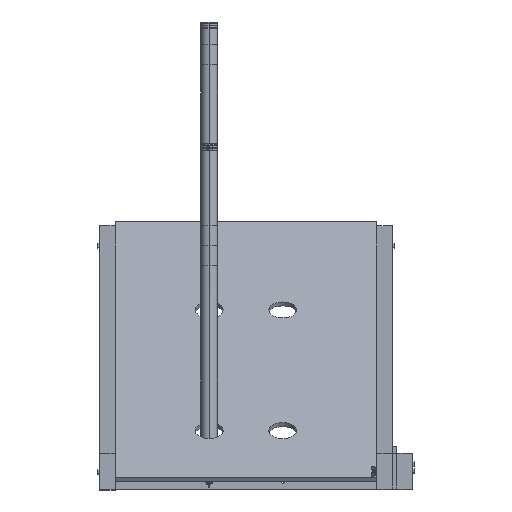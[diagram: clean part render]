
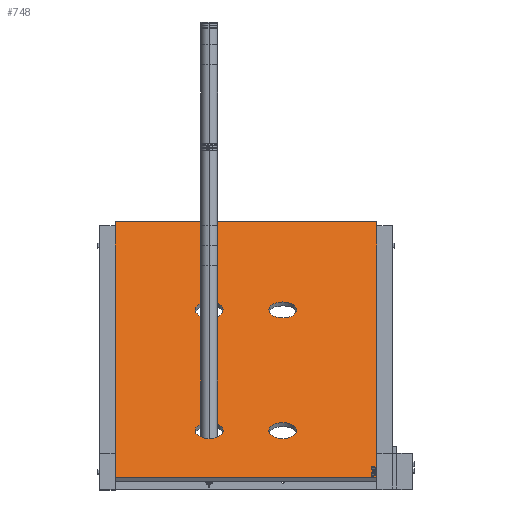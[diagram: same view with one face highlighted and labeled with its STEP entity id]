
A CAD part, top view. The second image highlights one B-rep face of the part: STEP entity #748.
In plain terms, the highlighted face is planar.
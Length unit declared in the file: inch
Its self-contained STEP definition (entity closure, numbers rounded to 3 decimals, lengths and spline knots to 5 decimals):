
#107 = CARTESIAN_POINT ( 'NONE',  ( 1.375, 6.8125, 0.46875 ) ) ;
#165 = CARTESIAN_POINT ( 'NONE',  ( -9.25, 21.9375, 0.46875 ) ) ;
#564 = CARTESIAN_POINT ( 'NONE',  ( -9.25, -21.9375, 0.46875 ) ) ;
#672 = DIRECTION ( 'NONE',  ( 1., 0., 0. ) ) ;
#748 = ADVANCED_FACE ( 'NONE', ( #17006, #14077, #10126, #15542, #11237 ), #2917, .F. ) ;
#831 = LINE ( 'NONE', #7845, #14035 ) ;
#1016 = AXIS2_PLACEMENT_3D ( 'NONE', #9171, #16148, #10388 ) ;
#1034 = AXIS2_PLACEMENT_3D ( 'NONE', #16226, #2314, #8052 ) ;
#1074 = EDGE_LOOP ( 'NONE', ( #8727, #14863 ) ) ;
#1180 = LINE ( 'NONE', #165, #15278 ) ;
#1590 = DIRECTION ( 'NONE',  ( 1., 0., 0. ) ) ;
#1634 = DIRECTION ( 'NONE',  ( 1., 0., 0. ) ) ;
#1752 = CARTESIAN_POINT ( 'NONE',  ( 16.5, 0., 0.46875 ) ) ;
#1931 = VERTEX_POINT ( 'NONE', #17856 ) ;
#2314 = DIRECTION ( 'NONE',  ( 0., 0., 1. ) ) ;
#2444 = EDGE_CURVE ( 'NONE', #3161, #14211, #4851, .T. ) ;
#2802 = CIRCLE ( 'NONE', #13008, 1.375 ) ;
#2917 = PLANE ( 'NONE',  #12476 ) ;
#2973 = CARTESIAN_POINT ( 'NONE',  ( 7.25, -13.9375, 0.46875 ) ) ;
#3108 = ORIENTED_EDGE ( 'NONE', *, *, #3999, .F. ) ;
#3161 = VERTEX_POINT ( 'NONE', #7337 ) ;
#3179 = DIRECTION ( 'NONE',  ( 1., 0., 0. ) ) ;
#3247 = CIRCLE ( 'NONE', #15230, 1.375 ) ;
#3335 = EDGE_LOOP ( 'NONE', ( #10905, #14355 ) ) ;
#3600 = VERTEX_POINT ( 'NONE', #13802 ) ;
#3611 = VERTEX_POINT ( 'NONE', #16643 ) ;
#3999 = EDGE_CURVE ( 'NONE', #4589, #3600, #10794, .T. ) ;
#4326 = EDGE_CURVE ( 'NONE', #3600, #4589, #6819, .T. ) ;
#4470 = CARTESIAN_POINT ( 'NONE',  ( 0., 0., 0.46875 ) ) ;
#4589 = VERTEX_POINT ( 'NONE', #107 ) ;
#4642 = DIRECTION ( 'NONE',  ( 0., 0., 1. ) ) ;
#4694 = CARTESIAN_POINT ( 'NONE',  ( 0., 6.8125, 0.46875 ) ) ;
#4851 = LINE ( 'NONE', #1752, #6152 ) ;
#5123 = EDGE_CURVE ( 'NONE', #3611, #12761, #2802, .T. ) ;
#5200 = ORIENTED_EDGE ( 'NONE', *, *, #16616, .T. ) ;
#5682 = LINE ( 'NONE', #5850, #12674 ) ;
#5850 = CARTESIAN_POINT ( 'NONE',  ( -9.25, -21.9375, 0.46875 ) ) ;
#6152 = VECTOR ( 'NONE', #6295, 39.37008 ) ;
#6277 = ORIENTED_EDGE ( 'NONE', *, *, #7218, .F. ) ;
#6295 = DIRECTION ( 'NONE',  ( 0., -1., 0. ) ) ;
#6491 = CARTESIAN_POINT ( 'NONE',  ( 16.5, -21.9375, 0.46875 ) ) ;
#6497 = CARTESIAN_POINT ( 'NONE',  ( 7.25, -13.9375, 0.46875 ) ) ;
#6791 = ORIENTED_EDGE ( 'NONE', *, *, #16342, .F. ) ;
#6819 = CIRCLE ( 'NONE', #13845, 1.375 ) ;
#6925 = VERTEX_POINT ( 'NONE', #17913 ) ;
#7218 = EDGE_CURVE ( 'NONE', #10648, #7438, #3247, .T. ) ;
#7337 = CARTESIAN_POINT ( 'NONE',  ( 16.5, 21.9375, 0.46875 ) ) ;
#7438 = VERTEX_POINT ( 'NONE', #13833 ) ;
#7585 = CIRCLE ( 'NONE', #10820, 1.375 ) ;
#7592 = DIRECTION ( 'NONE',  ( 1., 0., 0. ) ) ;
#7694 = VERTEX_POINT ( 'NONE', #564 ) ;
#7845 = CARTESIAN_POINT ( 'NONE',  ( -9.25, -21.9375, 0.46875 ) ) ;
#8052 = DIRECTION ( 'NONE',  ( 1., 0., 0. ) ) ;
#8579 = CIRCLE ( 'NONE', #1016, 1.375 ) ;
#8678 = DIRECTION ( 'NONE',  ( 0., 0., 1. ) ) ;
#8681 = ORIENTED_EDGE ( 'NONE', *, *, #9597, .T. ) ;
#8727 = ORIENTED_EDGE ( 'NONE', *, *, #16937, .F. ) ;
#9171 = CARTESIAN_POINT ( 'NONE',  ( 0., -13.9375, 0.46875 ) ) ;
#9187 = ORIENTED_EDGE ( 'NONE', *, *, #4326, .F. ) ;
#9443 = AXIS2_PLACEMENT_3D ( 'NONE', #2973, #15598, #11721 ) ;
#9597 = EDGE_CURVE ( 'NONE', #6925, #7694, #831, .T. ) ;
#9899 = CARTESIAN_POINT ( 'NONE',  ( 1.375, -13.9375, 0.46875 ) ) ;
#10023 = CARTESIAN_POINT ( 'NONE',  ( 7.25, 6.8125, 0.46875 ) ) ;
#10126 = FACE_BOUND ( 'NONE', #14451, .T. ) ;
#10367 = EDGE_CURVE ( 'NONE', #12761, #3611, #7585, .T. ) ;
#10388 = DIRECTION ( 'NONE',  ( 1., 0., 0. ) ) ;
#10648 = VERTEX_POINT ( 'NONE', #13929 ) ;
#10761 = EDGE_LOOP ( 'NONE', ( #6791, #6277 ) ) ;
#10786 = ORIENTED_EDGE ( 'NONE', *, *, #14719, .T. ) ;
#10794 = CIRCLE ( 'NONE', #16051, 1.375 ) ;
#10820 = AXIS2_PLACEMENT_3D ( 'NONE', #11577, #4642, #3179 ) ;
#10905 = ORIENTED_EDGE ( 'NONE', *, *, #10367, .F. ) ;
#11237 = FACE_OUTER_BOUND ( 'NONE', #14269, .T. ) ;
#11479 = DIRECTION ( 'NONE',  ( 0., 0., 1. ) ) ;
#11577 = CARTESIAN_POINT ( 'NONE',  ( 7.25, 6.8125, 0.46875 ) ) ;
#11721 = DIRECTION ( 'NONE',  ( 1., 0., 0. ) ) ;
#11816 = CIRCLE ( 'NONE', #1034, 1.375 ) ;
#11964 = DIRECTION ( 'NONE',  ( 0., -1., 0. ) ) ;
#12314 = DIRECTION ( 'NONE',  ( -1., 0., 0. ) ) ;
#12476 = AXIS2_PLACEMENT_3D ( 'NONE', #4470, #14341, #17095 ) ;
#12674 = VECTOR ( 'NONE', #1590, 39.37008 ) ;
#12761 = VERTEX_POINT ( 'NONE', #12776 ) ;
#12776 = CARTESIAN_POINT ( 'NONE',  ( 8.625, 6.8125, 0.46875 ) ) ;
#13008 = AXIS2_PLACEMENT_3D ( 'NONE', #10023, #11479, #1634 ) ;
#13199 = DIRECTION ( 'NONE',  ( 0., 0., 1. ) ) ;
#13802 = CARTESIAN_POINT ( 'NONE',  ( -1.375, 6.8125, 0.46875 ) ) ;
#13833 = CARTESIAN_POINT ( 'NONE',  ( 8.625, -13.9375, 0.46875 ) ) ;
#13845 = AXIS2_PLACEMENT_3D ( 'NONE', #4694, #15857, #7592 ) ;
#13929 = CARTESIAN_POINT ( 'NONE',  ( 5.875, -13.9375, 0.46875 ) ) ;
#13942 = DIRECTION ( 'NONE',  ( 1., 0., 0. ) ) ;
#14035 = VECTOR ( 'NONE', #11964, 39.37008 ) ;
#14077 = FACE_BOUND ( 'NONE', #10761, .T. ) ;
#14164 = EDGE_CURVE ( 'NONE', #1931, #17800, #11816, .T. ) ;
#14211 = VERTEX_POINT ( 'NONE', #6491 ) ;
#14269 = EDGE_LOOP ( 'NONE', ( #5200, #15891, #10786, #8681 ) ) ;
#14341 = DIRECTION ( 'NONE',  ( 0., 0., -1. ) ) ;
#14355 = ORIENTED_EDGE ( 'NONE', *, *, #5123, .F. ) ;
#14451 = EDGE_LOOP ( 'NONE', ( #3108, #9187 ) ) ;
#14719 = EDGE_CURVE ( 'NONE', #3161, #6925, #1180, .T. ) ;
#14863 = ORIENTED_EDGE ( 'NONE', *, *, #14164, .F. ) ;
#15230 = AXIS2_PLACEMENT_3D ( 'NONE', #6497, #13199, #672 ) ;
#15278 = VECTOR ( 'NONE', #12314, 39.37008 ) ;
#15542 = FACE_BOUND ( 'NONE', #1074, .T. ) ;
#15598 = DIRECTION ( 'NONE',  ( 0., 0., 1. ) ) ;
#15857 = DIRECTION ( 'NONE',  ( 0., 0., 1. ) ) ;
#15891 = ORIENTED_EDGE ( 'NONE', *, *, #2444, .F. ) ;
#16051 = AXIS2_PLACEMENT_3D ( 'NONE', #17975, #8678, #13942 ) ;
#16148 = DIRECTION ( 'NONE',  ( 0., 0., 1. ) ) ;
#16226 = CARTESIAN_POINT ( 'NONE',  ( 0., -13.9375, 0.46875 ) ) ;
#16342 = EDGE_CURVE ( 'NONE', #7438, #10648, #16781, .T. ) ;
#16616 = EDGE_CURVE ( 'NONE', #7694, #14211, #5682, .T. ) ;
#16643 = CARTESIAN_POINT ( 'NONE',  ( 5.875, 6.8125, 0.46875 ) ) ;
#16781 = CIRCLE ( 'NONE', #9443, 1.375 ) ;
#16937 = EDGE_CURVE ( 'NONE', #17800, #1931, #8579, .T. ) ;
#17006 = FACE_BOUND ( 'NONE', #3335, .T. ) ;
#17095 = DIRECTION ( 'NONE',  ( -1., 0., 0. ) ) ;
#17800 = VERTEX_POINT ( 'NONE', #9899 ) ;
#17856 = CARTESIAN_POINT ( 'NONE',  ( -1.375, -13.9375, 0.46875 ) ) ;
#17913 = CARTESIAN_POINT ( 'NONE',  ( -9.25, 21.9375, 0.46875 ) ) ;
#17975 = CARTESIAN_POINT ( 'NONE',  ( 0., 6.8125, 0.46875 ) ) ;
